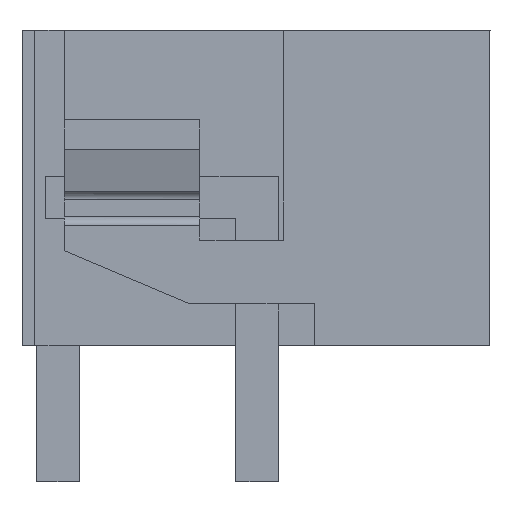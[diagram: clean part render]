
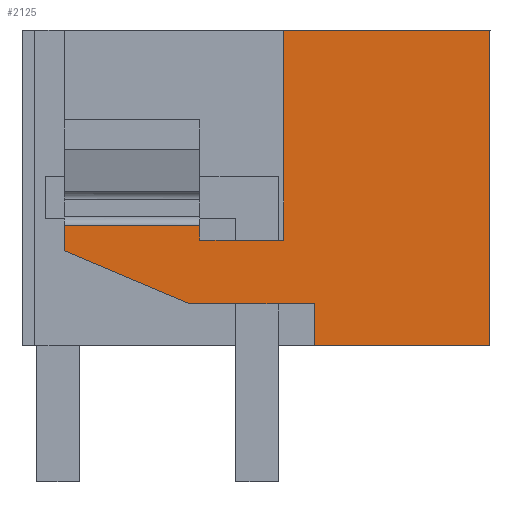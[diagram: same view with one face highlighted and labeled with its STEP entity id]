
A CAD part, left-side view. The second image highlights one B-rep face of the part: STEP entity #2125.
In plain terms, the highlighted planar face has unit normal (-1, 0, 0).
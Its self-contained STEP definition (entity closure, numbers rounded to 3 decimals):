
#2056=AXIS2_PLACEMENT_3D('Plane Axis2P3D',#2053,#2054,#2055) ;
#100=CARTESIAN_POINT('Vertex',(0.,0.,3.2)) ;
#105=CARTESIAN_POINT('Line Origine',(0.,2.075,3.2)) ;
#109=CARTESIAN_POINT('Vertex',(0.,4.15,3.2)) ;
#870=CARTESIAN_POINT('Vertex',(0.,4.875,10.65)) ;
#873=CARTESIAN_POINT('Line Origine',(0.,2.437,10.65)) ;
#877=CARTESIAN_POINT('Vertex',(0.,0.,10.65)) ;
#1979=CARTESIAN_POINT('Line Origine',(0.,0.,6.925)) ;
#2053=CARTESIAN_POINT('Axis2P3D Location',(0.,11.05,0.)) ;
#2058=CARTESIAN_POINT('Line Origine',(0.,4.875,8.175)) ;
#2062=CARTESIAN_POINT('Vertex',(0.,4.875,5.7)) ;
#2065=CARTESIAN_POINT('Line Origine',(0.,5.863,5.7)) ;
#2069=CARTESIAN_POINT('Vertex',(0.,6.85,5.7)) ;
#2072=CARTESIAN_POINT('Line Origine',(0.,6.85,5.875)) ;
#2076=CARTESIAN_POINT('Vertex',(0.,6.85,6.05)) ;
#2079=CARTESIAN_POINT('Line Origine',(0.,8.45,6.05)) ;
#2083=CARTESIAN_POINT('Vertex',(0.,10.05,6.05)) ;
#2086=CARTESIAN_POINT('Line Origine',(0.,10.05,5.75)) ;
#2090=CARTESIAN_POINT('Vertex',(0.,10.05,5.45)) ;
#2093=CARTESIAN_POINT('Line Origine',(0.,8.571,4.823)) ;
#2097=CARTESIAN_POINT('Vertex',(0.,7.092,4.197)) ;
#2100=CARTESIAN_POINT('Line Origine',(0.,5.621,4.197)) ;
#2104=CARTESIAN_POINT('Vertex',(0.,4.15,4.197)) ;
#2107=CARTESIAN_POINT('Line Origine',(0.,4.15,3.698)) ;
#106=DIRECTION('Vector Direction',(0.,1.,0.)) ;
#874=DIRECTION('Vector Direction',(0.,-1.,0.)) ;
#1980=DIRECTION('Vector Direction',(0.,0.,-1.)) ;
#2054=DIRECTION('Axis2P3D Direction',(-1.,0.,0.)) ;
#2055=DIRECTION('Axis2P3D XDirection',(0.,-1.,0.)) ;
#2059=DIRECTION('Vector Direction',(0.,0.,1.)) ;
#2066=DIRECTION('Vector Direction',(0.,1.,0.)) ;
#2073=DIRECTION('Vector Direction',(0.,0.,1.)) ;
#2080=DIRECTION('Vector Direction',(0.,-1.,0.)) ;
#2087=DIRECTION('Vector Direction',(0.,0.,-1.)) ;
#2094=DIRECTION('Vector Direction',(0.,0.921,0.39)) ;
#2101=DIRECTION('Vector Direction',(0.,-1.,0.)) ;
#2108=DIRECTION('Vector Direction',(0.,0.,-1.)) ;
#107=VECTOR('Line Direction',#106,1.) ;
#875=VECTOR('Line Direction',#874,1.) ;
#1981=VECTOR('Line Direction',#1980,1.) ;
#2060=VECTOR('Line Direction',#2059,1.) ;
#2067=VECTOR('Line Direction',#2066,1.) ;
#2074=VECTOR('Line Direction',#2073,1.) ;
#2081=VECTOR('Line Direction',#2080,1.) ;
#2088=VECTOR('Line Direction',#2087,1.) ;
#2095=VECTOR('Line Direction',#2094,1.) ;
#2102=VECTOR('Line Direction',#2101,1.) ;
#2109=VECTOR('Line Direction',#2108,1.) ;
#2113=ORIENTED_EDGE('',*,*,#111,.T.) ;
#2114=ORIENTED_EDGE('',*,*,#1983,.T.) ;
#2115=ORIENTED_EDGE('',*,*,#879,.T.) ;
#2116=ORIENTED_EDGE('',*,*,#2064,.T.) ;
#2117=ORIENTED_EDGE('',*,*,#2071,.T.) ;
#2118=ORIENTED_EDGE('',*,*,#2078,.T.) ;
#2119=ORIENTED_EDGE('',*,*,#2085,.F.) ;
#2120=ORIENTED_EDGE('',*,*,#2092,.T.) ;
#2121=ORIENTED_EDGE('',*,*,#2099,.T.) ;
#2122=ORIENTED_EDGE('',*,*,#2106,.T.) ;
#2123=ORIENTED_EDGE('',*,*,#2111,.T.) ;
#2125=ADVANCED_FACE('HOUSING',(#2124),#2057,.T.) ;
#111=EDGE_CURVE('',#110,#101,#108,.F.) ;
#879=EDGE_CURVE('',#878,#871,#876,.F.) ;
#1983=EDGE_CURVE('',#101,#878,#1982,.F.) ;
#2064=EDGE_CURVE('',#871,#2063,#2061,.F.) ;
#2071=EDGE_CURVE('',#2063,#2070,#2068,.T.) ;
#2078=EDGE_CURVE('',#2070,#2077,#2075,.T.) ;
#2085=EDGE_CURVE('',#2084,#2077,#2082,.T.) ;
#2092=EDGE_CURVE('',#2084,#2091,#2089,.T.) ;
#2099=EDGE_CURVE('',#2091,#2098,#2096,.F.) ;
#2106=EDGE_CURVE('',#2098,#2105,#2103,.T.) ;
#2111=EDGE_CURVE('',#2105,#110,#2110,.T.) ;
#2112=EDGE_LOOP('',(#2113,#2114,#2115,#2116,#2117,#2118,#2119,#2120,#2121,#2122,#2123)) ;
#2124=FACE_OUTER_BOUND('',#2112,.T.) ;
#108=LINE('Line',#105,#107) ;
#876=LINE('Line',#873,#875) ;
#1982=LINE('Line',#1979,#1981) ;
#2061=LINE('Line',#2058,#2060) ;
#2068=LINE('Line',#2065,#2067) ;
#2075=LINE('Line',#2072,#2074) ;
#2082=LINE('Line',#2079,#2081) ;
#2089=LINE('Line',#2086,#2088) ;
#2096=LINE('Line',#2093,#2095) ;
#2103=LINE('Line',#2100,#2102) ;
#2110=LINE('Line',#2107,#2109) ;
#2057=PLANE('',#2056) ;
#101=VERTEX_POINT('',#100) ;
#110=VERTEX_POINT('',#109) ;
#871=VERTEX_POINT('',#870) ;
#878=VERTEX_POINT('',#877) ;
#2063=VERTEX_POINT('',#2062) ;
#2070=VERTEX_POINT('',#2069) ;
#2077=VERTEX_POINT('',#2076) ;
#2084=VERTEX_POINT('',#2083) ;
#2091=VERTEX_POINT('',#2090) ;
#2098=VERTEX_POINT('',#2097) ;
#2105=VERTEX_POINT('',#2104) ;
